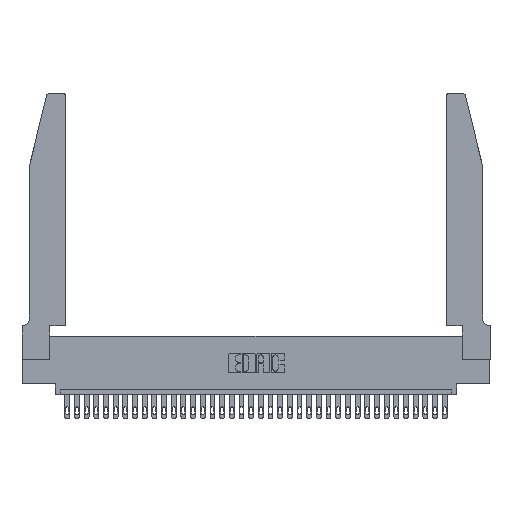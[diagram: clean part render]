
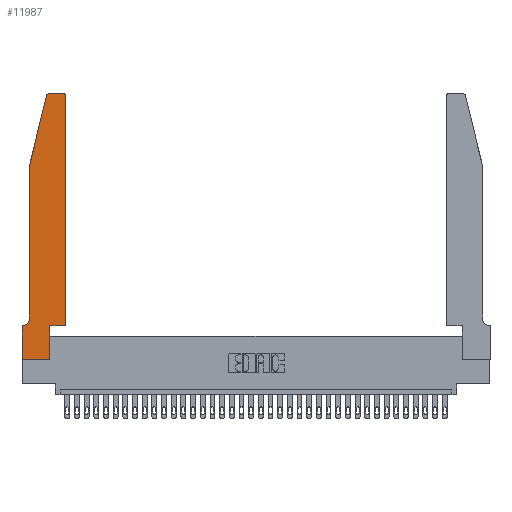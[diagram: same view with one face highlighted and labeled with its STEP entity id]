
A CAD part, top view. The second image highlights one B-rep face of the part: STEP entity #11987.
In plain terms, the highlighted planar face has unit normal (0, 0, 1).
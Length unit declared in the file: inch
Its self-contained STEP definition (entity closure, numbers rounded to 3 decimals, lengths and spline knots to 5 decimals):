
#73 = EDGE_CURVE ( 'NONE', #4437, #24660, #4575, .T. ) ;
#498 = DIRECTION ( 'NONE',  ( 1., 0., 0. ) ) ;
#771 = AXIS2_PLACEMENT_3D ( 'NONE', #19354, #30569, #498 ) ;
#874 = EDGE_CURVE ( 'NONE', #20531, #34968, #11811, .T. ) ;
#1007 = CARTESIAN_POINT ( 'NONE',  ( 0.4505, 2.72, 0.37 ) ) ;
#1064 = EDGE_CURVE ( 'NONE', #7132, #11908, #27534, .T. ) ;
#1327 = CARTESIAN_POINT ( 'NONE',  ( 0.4205, 2.72, 0.37 ) ) ;
#1521 = EDGE_CURVE ( 'NONE', #11908, #20806, #7983, .T. ) ;
#1688 = DIRECTION ( 'NONE',  ( 0., 0., -1. ) ) ;
#2495 = EDGE_CURVE ( 'NONE', #3906, #32426, #27442, .T. ) ;
#2745 = CARTESIAN_POINT ( 'NONE',  ( 0.2865, 0.35, 0.37 ) ) ;
#3385 = DIRECTION ( 'NONE',  ( -1., 0., 0. ) ) ;
#3825 = LINE ( 'NONE', #7178, #19510 ) ;
#3906 = VERTEX_POINT ( 'NONE', #2745 ) ;
#4003 = CARTESIAN_POINT ( 'NONE',  ( 0.0755, 0.35, 0.37 ) ) ;
#4108 = LINE ( 'NONE', #4003, #34667 ) ;
#4418 = DIRECTION ( 'NONE',  ( -1., 0., 0. ) ) ;
#4437 = VERTEX_POINT ( 'NONE', #32505 ) ;
#4575 = CIRCLE ( 'NONE', #10294, 0.03 ) ;
#5174 = CARTESIAN_POINT ( 'NONE',  ( 0.0755, 2., 0.37 ) ) ;
#6301 = DIRECTION ( 'NONE',  ( -0.239, -0.971, 0. ) ) ;
#6723 = VECTOR ( 'NONE', #6301, 39.37008 ) ;
#6874 = DIRECTION ( 'NONE',  ( 0., 0., 1. ) ) ;
#7066 = VERTEX_POINT ( 'NONE', #33160 ) ;
#7132 = VERTEX_POINT ( 'NONE', #25923 ) ;
#7178 = CARTESIAN_POINT ( 'NONE',  ( 0.0755, 2., 0.37 ) ) ;
#7794 = DIRECTION ( 'NONE',  ( 1., 0., 0. ) ) ;
#7983 = LINE ( 'NONE', #27263, #17745 ) ;
#9571 = DIRECTION ( 'NONE',  ( 0., 1., 0. ) ) ;
#9783 = ORIENTED_EDGE ( 'NONE', *, *, #1521, .T. ) ;
#10294 = AXIS2_PLACEMENT_3D ( 'NONE', #33005, #19202, #19316 ) ;
#10608 = AXIS2_PLACEMENT_3D ( 'NONE', #1327, #6874, #28615 ) ;
#11755 = ORIENTED_EDGE ( 'NONE', *, *, #2495, .T. ) ;
#11811 = CIRCLE ( 'NONE', #27830, 0.07 ) ;
#11908 = VERTEX_POINT ( 'NONE', #12960 ) ;
#11987 = ADVANCED_FACE ( 'NONE', ( #14802 ), #25207, .T. ) ;
#12371 = LINE ( 'NONE', #34144, #12803 ) ;
#12803 = VECTOR ( 'NONE', #9571, 39.37008 ) ;
#12960 = CARTESIAN_POINT ( 'NONE',  ( 0., 0., 0.37 ) ) ;
#13016 = CARTESIAN_POINT ( 'NONE',  ( 0.4505, 0.35, 0.37 ) ) ;
#13166 = DIRECTION ( 'NONE',  ( 0., -1., 0. ) ) ;
#14188 = EDGE_CURVE ( 'NONE', #24660, #24286, #21179, .T. ) ;
#14752 = ORIENTED_EDGE ( 'NONE', *, *, #29796, .T. ) ;
#14802 = FACE_OUTER_BOUND ( 'NONE', #17590, .T. ) ;
#15443 = EDGE_CURVE ( 'NONE', #20806, #3906, #28308, .T. ) ;
#16086 = CARTESIAN_POINT ( 'NONE',  ( 0.0755, 0.42, 0.37 ) ) ;
#16428 = EDGE_CURVE ( 'NONE', #30583, #7066, #34627, .T. ) ;
#17096 = DIRECTION ( 'NONE',  ( 1., 0., 0. ) ) ;
#17394 = ORIENTED_EDGE ( 'NONE', *, *, #31676, .T. ) ;
#17590 = EDGE_LOOP ( 'NONE', ( #14752, #22310, #18368, #17394, #33280, #34000, #22109, #9783, #34458, #11755, #28028, #33045 ) ) ;
#17745 = VECTOR ( 'NONE', #7794, 39.37008 ) ;
#17897 = CARTESIAN_POINT ( 'NONE',  ( 0.0055, 0.42, 0.37 ) ) ;
#18368 = ORIENTED_EDGE ( 'NONE', *, *, #14188, .T. ) ;
#18671 = CARTESIAN_POINT ( 'NONE',  ( 0.2865, 0., 0.37 ) ) ;
#19202 = DIRECTION ( 'NONE',  ( 0., 0., 1. ) ) ;
#19316 = DIRECTION ( 'NONE',  ( 1., 0., 0. ) ) ;
#19354 = CARTESIAN_POINT ( 'NONE',  ( 0., 0.35, 0.37 ) ) ;
#19510 = VECTOR ( 'NONE', #26521, 39.37008 ) ;
#19912 = VECTOR ( 'NONE', #13166, 39.37008 ) ;
#20297 = CARTESIAN_POINT ( 'NONE',  ( 0.2865, 0.35, 0.37 ) ) ;
#20531 = VERTEX_POINT ( 'NONE', #16086 ) ;
#20759 = EDGE_CURVE ( 'NONE', #32426, #30583, #12371, .T. ) ;
#20806 = VERTEX_POINT ( 'NONE', #18671 ) ;
#21179 = LINE ( 'NONE', #25192, #6723 ) ;
#22109 = ORIENTED_EDGE ( 'NONE', *, *, #1064, .T. ) ;
#22139 = CARTESIAN_POINT ( 'NONE',  ( 0.2605, 2.75, 0.37 ) ) ;
#22310 = ORIENTED_EDGE ( 'NONE', *, *, #73, .T. ) ;
#24286 = VERTEX_POINT ( 'NONE', #5174 ) ;
#24660 = VERTEX_POINT ( 'NONE', #24983 ) ;
#24983 = CARTESIAN_POINT ( 'NONE',  ( 0.25487, 2.72718, 0.37 ) ) ;
#25192 = CARTESIAN_POINT ( 'NONE',  ( 0.0755, 2., 0.37 ) ) ;
#25207 = PLANE ( 'NONE',  #771 ) ;
#25650 = LINE ( 'NONE', #22139, #29067 ) ;
#25923 = CARTESIAN_POINT ( 'NONE',  ( 0., 0.35, 0.37 ) ) ;
#26314 = CARTESIAN_POINT ( 'NONE',  ( 0.0055, 0.35, 0.37 ) ) ;
#26521 = DIRECTION ( 'NONE',  ( 0., -1., 0. ) ) ;
#27263 = CARTESIAN_POINT ( 'NONE',  ( 0., 0., 0.37 ) ) ;
#27442 = LINE ( 'NONE', #30824, #32573 ) ;
#27529 = EDGE_CURVE ( 'NONE', #34968, #7132, #4108, .T. ) ;
#27534 = LINE ( 'NONE', #32345, #19912 ) ;
#27830 = AXIS2_PLACEMENT_3D ( 'NONE', #17897, #1688, #4418 ) ;
#28028 = ORIENTED_EDGE ( 'NONE', *, *, #20759, .T. ) ;
#28308 = LINE ( 'NONE', #20297, #33807 ) ;
#28603 = DIRECTION ( 'NONE',  ( 0., 1., 0. ) ) ;
#28615 = DIRECTION ( 'NONE',  ( 1., 0., 0. ) ) ;
#29067 = VECTOR ( 'NONE', #3385, 39.37008 ) ;
#29796 = EDGE_CURVE ( 'NONE', #7066, #4437, #25650, .T. ) ;
#30569 = DIRECTION ( 'NONE',  ( 0., 0., 1. ) ) ;
#30583 = VERTEX_POINT ( 'NONE', #1007 ) ;
#30824 = CARTESIAN_POINT ( 'NONE',  ( 0.4505, 0.35, 0.37 ) ) ;
#31676 = EDGE_CURVE ( 'NONE', #24286, #20531, #3825, .T. ) ;
#32345 = CARTESIAN_POINT ( 'NONE',  ( 0., 0., 0.37 ) ) ;
#32426 = VERTEX_POINT ( 'NONE', #13016 ) ;
#32505 = CARTESIAN_POINT ( 'NONE',  ( 0.284, 2.75, 0.37 ) ) ;
#32573 = VECTOR ( 'NONE', #17096, 39.37008 ) ;
#33005 = CARTESIAN_POINT ( 'NONE',  ( 0.284, 2.72, 0.37 ) ) ;
#33045 = ORIENTED_EDGE ( 'NONE', *, *, #16428, .T. ) ;
#33160 = CARTESIAN_POINT ( 'NONE',  ( 0.4205, 2.75, 0.37 ) ) ;
#33280 = ORIENTED_EDGE ( 'NONE', *, *, #874, .T. ) ;
#33807 = VECTOR ( 'NONE', #28603, 39.37008 ) ;
#33889 = DIRECTION ( 'NONE',  ( -1., 0., 0. ) ) ;
#34000 = ORIENTED_EDGE ( 'NONE', *, *, #27529, .T. ) ;
#34144 = CARTESIAN_POINT ( 'NONE',  ( 0.4505, 0.35, 0.37 ) ) ;
#34458 = ORIENTED_EDGE ( 'NONE', *, *, #15443, .T. ) ;
#34627 = CIRCLE ( 'NONE', #10608, 0.03 ) ;
#34667 = VECTOR ( 'NONE', #33889, 39.37008 ) ;
#34968 = VERTEX_POINT ( 'NONE', #26314 ) ;
